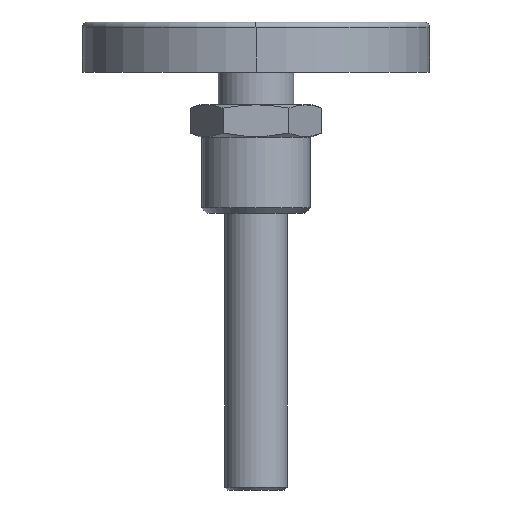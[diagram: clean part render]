
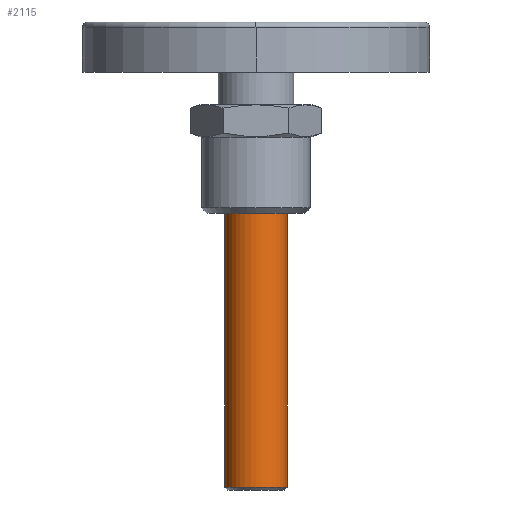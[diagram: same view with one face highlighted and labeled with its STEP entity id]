
A CAD part, left-side view. The second image highlights one B-rep face of the part: STEP entity #2115.
In plain terms, the highlighted cylindrical face has radius 5.75 mm (diameter 11.5 mm), a partial arc.
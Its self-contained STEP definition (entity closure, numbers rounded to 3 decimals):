
#73 = VERTEX_POINT ( 'NONE', #2093 ) ;
#79 = VERTEX_POINT ( 'NONE', #1745 ) ;
#190 = VECTOR ( 'NONE', #1846, 1000. ) ;
#194 = LINE ( 'NONE', #1835, #190 ) ;
#382 = AXIS2_PLACEMENT_3D ( 'NONE', #1570, #1566, #1568 ) ;
#403 = CYLINDRICAL_SURFACE ( 'NONE', #382, 5.75 ) ;
#442 = LINE ( 'NONE', #2216, #458 ) ;
#445 = CIRCLE ( 'NONE', #784, 5.75 ) ;
#452 = CIRCLE ( 'NONE', #776, 5.75 ) ;
#458 = VECTOR ( 'NONE', #2207, 1000. ) ;
#495 = FACE_OUTER_BOUND ( 'NONE', #1271, .T. ) ;
#776 = AXIS2_PLACEMENT_3D ( 'NONE', #2181, #2180, #2179 ) ;
#784 = AXIS2_PLACEMENT_3D ( 'NONE', #2169, #2168, #2166 ) ;
#832 = VERTEX_POINT ( 'NONE', #1925 ) ;
#874 = ORIENTED_EDGE ( 'NONE', *, *, #1342, .T. ) ;
#896 = VERTEX_POINT ( 'NONE', #1772 ) ;
#962 = ORIENTED_EDGE ( 'NONE', *, *, #1410, .F. ) ;
#1071 = ORIENTED_EDGE ( 'NONE', *, *, #1396, .F. ) ;
#1230 = ORIENTED_EDGE ( 'NONE', *, *, #1407, .T. ) ;
#1271 = EDGE_LOOP ( 'NONE', ( #1071, #1230, #874, #962 ) ) ;
#1342 = EDGE_CURVE ( 'NONE', #79, #896, #194, .T. ) ;
#1396 = EDGE_CURVE ( 'NONE', #832, #73, #442, .T. ) ;
#1407 = EDGE_CURVE ( 'NONE', #832, #79, #452, .T. ) ;
#1410 = EDGE_CURVE ( 'NONE', #73, #896, #445, .T. ) ;
#1566 = DIRECTION ( 'NONE',  ( 0., 0., 1. ) ) ;
#1568 = DIRECTION ( 'NONE',  ( 0., -1., 0. ) ) ;
#1570 = CARTESIAN_POINT ( 'NONE',  ( 0., 0., -10. ) ) ;
#1745 = CARTESIAN_POINT ( 'NONE',  ( 0., -5.75, -86.5 ) ) ;
#1772 = CARTESIAN_POINT ( 'NONE',  ( 0., -5.75, -36. ) ) ;
#1835 = CARTESIAN_POINT ( 'NONE',  ( 0., -5.75, -10. ) ) ;
#1846 = DIRECTION ( 'NONE',  ( 0., 0., 1. ) ) ;
#1925 = CARTESIAN_POINT ( 'NONE',  ( 0., 5.75, -86.5 ) ) ;
#2093 = CARTESIAN_POINT ( 'NONE',  ( 0., 5.75, -36. ) ) ;
#2115 = ADVANCED_FACE ( 'NONE', ( #495 ), #403, .T. ) ;
#2166 = DIRECTION ( 'NONE',  ( 0., -1., 0. ) ) ;
#2168 = DIRECTION ( 'NONE',  ( 0., 0., 1. ) ) ;
#2169 = CARTESIAN_POINT ( 'NONE',  ( 0., 0., -36. ) ) ;
#2179 = DIRECTION ( 'NONE',  ( 0., 1., 0. ) ) ;
#2180 = DIRECTION ( 'NONE',  ( 0., 0., 1. ) ) ;
#2181 = CARTESIAN_POINT ( 'NONE',  ( 0., 0., -86.5 ) ) ;
#2207 = DIRECTION ( 'NONE',  ( 0., 0., 1. ) ) ;
#2216 = CARTESIAN_POINT ( 'NONE',  ( 0., 5.75, -10. ) ) ;
